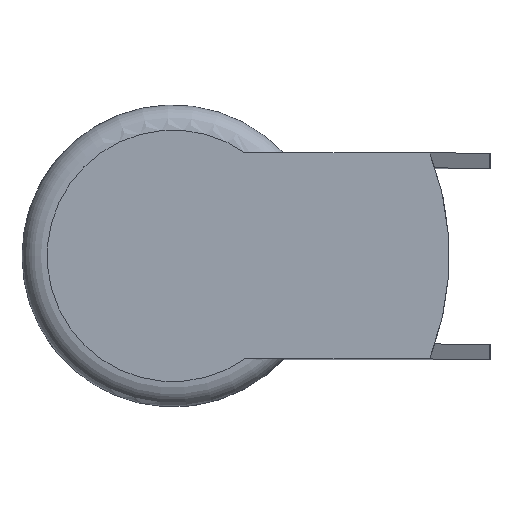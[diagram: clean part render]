
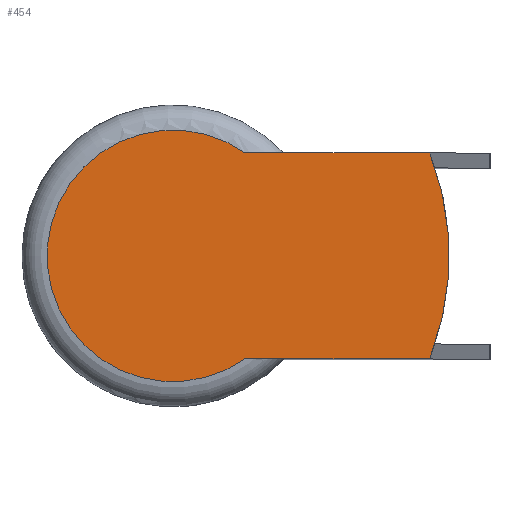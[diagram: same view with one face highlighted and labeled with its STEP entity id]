
A CAD part, top view. The second image highlights one B-rep face of the part: STEP entity #454.
In plain terms, the highlighted planar face has unit normal (0, 0, 1).
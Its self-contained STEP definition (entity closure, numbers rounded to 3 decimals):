
#27=PLANE('',#518);
#54=LINE('',#815,#94);
#57=LINE('',#825,#97);
#65=LINE('',#848,#105);
#66=LINE('',#850,#106);
#94=VECTOR('',#601,1.);
#97=VECTOR('',#610,1.);
#105=VECTOR('',#640,1.);
#106=VECTOR('',#643,1.);
#142=FACE_OUTER_BOUND('',#166,.T.);
#166=EDGE_LOOP('',(#407,#408,#409,#410,#411,#412));
#175=CIRCLE('',#480,25.);
#187=CIRCLE('',#513,55.3);
#191=VERTEX_POINT('',#661);
#192=VERTEX_POINT('',#662);
#223=VERTEX_POINT('',#812);
#224=VERTEX_POINT('',#814);
#227=VERTEX_POINT('',#822);
#228=VERTEX_POINT('',#824);
#235=EDGE_CURVE('',#191,#192,#175,.T.);
#277=EDGE_CURVE('',#223,#224,#54,.T.);
#282=EDGE_CURVE('',#227,#228,#57,.T.);
#290=EDGE_CURVE('',#224,#227,#187,.T.);
#294=EDGE_CURVE('',#223,#191,#65,.T.);
#295=EDGE_CURVE('',#192,#228,#66,.T.);
#407=ORIENTED_EDGE('',*,*,#235,.T.);
#408=ORIENTED_EDGE('',*,*,#295,.T.);
#409=ORIENTED_EDGE('',*,*,#282,.F.);
#410=ORIENTED_EDGE('',*,*,#290,.F.);
#411=ORIENTED_EDGE('',*,*,#277,.F.);
#412=ORIENTED_EDGE('',*,*,#294,.T.);
#454=ADVANCED_FACE('',(#142),#27,.T.);
#480=AXIS2_PLACEMENT_3D('',#663,#529,#530);
#513=AXIS2_PLACEMENT_3D('',#840,#628,#629);
#518=AXIS2_PLACEMENT_3D('',#849,#641,#642);
#529=DIRECTION('center_axis',(0.,0.,1.));
#530=DIRECTION('ref_axis',(1.,0.,0.));
#601=DIRECTION('',(0.,-1.,0.));
#610=DIRECTION('',(0.,-1.,0.));
#628=DIRECTION('center_axis',(0.,0.,-1.));
#629=DIRECTION('ref_axis',(0.931,0.365,0.));
#640=DIRECTION('',(-1.,0.,0.));
#641=DIRECTION('center_axis',(0.,0.,1.));
#642=DIRECTION('ref_axis',(-1.,0.,0.));
#643=DIRECTION('',(1.,0.,0.));
#661=CARTESIAN_POINT('',(14.309,20.5,-9.));
#662=CARTESIAN_POINT('',(14.309,-20.5,-9.));
#663=CARTESIAN_POINT('Origin',(0.,0.,-9.));
#812=CARTESIAN_POINT('',(51.116,20.5,-9.));
#814=CARTESIAN_POINT('',(51.116,20.163,-9.));
#815=CARTESIAN_POINT('',(51.116,20.5,-9.));
#822=CARTESIAN_POINT('',(51.116,-20.163,-9.));
#824=CARTESIAN_POINT('',(51.116,-20.5,-9.));
#825=CARTESIAN_POINT('',(51.116,20.5,-9.));
#840=CARTESIAN_POINT('Origin',(-0.378,0.,
-9.));
#848=CARTESIAN_POINT('',(51.116,20.5,-9.));
#849=CARTESIAN_POINT('Origin',(25.558,20.5,-9.));
#850=CARTESIAN_POINT('',(51.116,-20.5,-9.));
